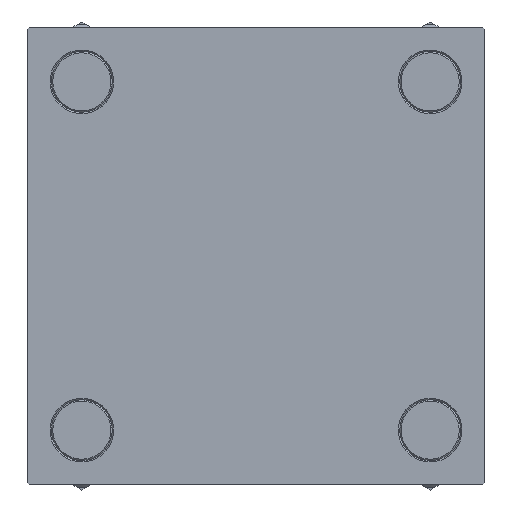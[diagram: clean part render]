
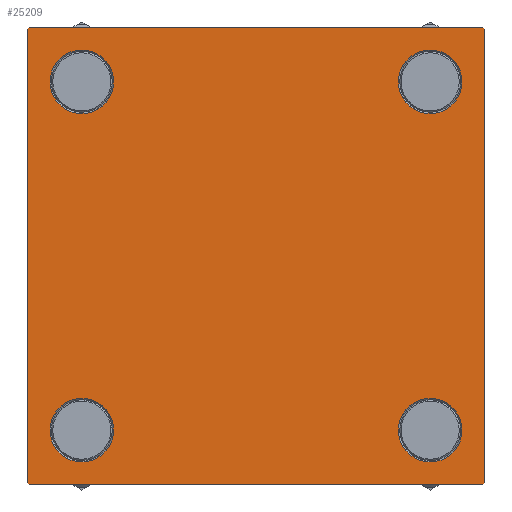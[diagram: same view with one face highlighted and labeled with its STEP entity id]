
A CAD part, left-side view. The second image highlights one B-rep face of the part: STEP entity #25209.
In plain terms, the highlighted planar face has unit normal (-1, 0, 0).
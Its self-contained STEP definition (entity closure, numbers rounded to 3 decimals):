
#269 = LINE ( 'NONE', #31310, #32858 ) ;
#936 = LINE ( 'NONE', #1429, #23764 ) ;
#1324 = PLANE ( 'NONE',  #23156 ) ;
#1354 = CARTESIAN_POINT ( 'NONE',  ( 0., -62.95, 62.95 ) ) ;
#1429 = CARTESIAN_POINT ( 'NONE',  ( 0., -82.5, 82.5 ) ) ;
#1567 = FACE_BOUND ( 'NONE', #49554, .T. ) ;
#2137 = DIRECTION ( 'NONE',  ( 0., 0., 1. ) ) ;
#2287 = EDGE_CURVE ( 'NONE', #43718, #33782, #21562, .T. ) ;
#3341 = EDGE_CURVE ( 'NONE', #13068, #4277, #9508, .T. ) ;
#3418 = DIRECTION ( 'NONE',  ( 0., 0., 1. ) ) ;
#3806 = AXIS2_PLACEMENT_3D ( 'NONE', #14923, #18751, #38075 ) ;
#3912 = DIRECTION ( 'NONE',  ( 1., 0., 0. ) ) ;
#3921 = CARTESIAN_POINT ( 'NONE',  ( 0., 62.95, 62.95 ) ) ;
#4277 = VERTEX_POINT ( 'NONE', #9681 ) ;
#4748 = LINE ( 'NONE', #24595, #28797 ) ;
#5169 = DIRECTION ( 'NONE',  ( 0., 0., 1. ) ) ;
#5833 = DIRECTION ( 'NONE',  ( 0., 0., 1. ) ) ;
#6302 = DIRECTION ( 'NONE',  ( 1., 0., 0. ) ) ;
#7171 = EDGE_CURVE ( 'NONE', #31338, #35550, #35872, .T. ) ;
#7277 = VERTEX_POINT ( 'NONE', #29499 ) ;
#8234 = VERTEX_POINT ( 'NONE', #10914 ) ;
#8808 = EDGE_CURVE ( 'NONE', #48720, #44012, #36499, .T. ) ;
#8909 = CARTESIAN_POINT ( 'NONE',  ( 0., 82.5, -82.5 ) ) ;
#8955 = FACE_BOUND ( 'NONE', #29489, .T. ) ;
#9244 = DIRECTION ( 'NONE',  ( 0., 0.707, -0.707 ) ) ;
#9454 = ORIENTED_EDGE ( 'NONE', *, *, #40381, .F. ) ;
#9508 = CIRCLE ( 'NONE', #3806, 11.5 ) ;
#9521 = LINE ( 'NONE', #40035, #47453 ) ;
#9681 = CARTESIAN_POINT ( 'NONE',  ( 0., 62.95, -74.45 ) ) ;
#9896 = EDGE_CURVE ( 'NONE', #44012, #48720, #45477, .T. ) ;
#10914 = CARTESIAN_POINT ( 'NONE',  ( 0., 82.5, -82. ) ) ;
#10971 = DIRECTION ( 'NONE',  ( 0., 0., 1. ) ) ;
#10974 = VERTEX_POINT ( 'NONE', #46297 ) ;
#11025 = ORIENTED_EDGE ( 'NONE', *, *, #7171, .T. ) ;
#11260 = ORIENTED_EDGE ( 'NONE', *, *, #43545, .T. ) ;
#11384 = ORIENTED_EDGE ( 'NONE', *, *, #30086, .T. ) ;
#13068 = VERTEX_POINT ( 'NONE', #14903 ) ;
#14344 = AXIS2_PLACEMENT_3D ( 'NONE', #45213, #6302, #48770 ) ;
#14570 = VERTEX_POINT ( 'NONE', #24952 ) ;
#14882 = VERTEX_POINT ( 'NONE', #28388 ) ;
#14903 = CARTESIAN_POINT ( 'NONE',  ( 0., 62.95, -51.45 ) ) ;
#14923 = CARTESIAN_POINT ( 'NONE',  ( 0., 62.95, -62.95 ) ) ;
#15032 = ORIENTED_EDGE ( 'NONE', *, *, #25418, .T. ) ;
#16356 = CARTESIAN_POINT ( 'NONE',  ( 0., -62.95, 62.95 ) ) ;
#16377 = VERTEX_POINT ( 'NONE', #47099 ) ;
#16726 = CARTESIAN_POINT ( 'NONE',  ( 0., -82.25, 82.25 ) ) ;
#16836 = CARTESIAN_POINT ( 'NONE',  ( 0., 0., 0. ) ) ;
#17878 = AXIS2_PLACEMENT_3D ( 'NONE', #1354, #32380, #5169 ) ;
#18201 = EDGE_LOOP ( 'NONE', ( #11260, #22217 ) ) ;
#18751 = DIRECTION ( 'NONE',  ( 1., 0., 0. ) ) ;
#19255 = CARTESIAN_POINT ( 'NONE',  ( 0., -62.95, 74.45 ) ) ;
#19797 = ORIENTED_EDGE ( 'NONE', *, *, #9896, .T. ) ;
#20282 = CARTESIAN_POINT ( 'NONE',  ( 0., 62.95, 62.95 ) ) ;
#20762 = DIRECTION ( 'NONE',  ( 0., 0., -1. ) ) ;
#21322 = EDGE_LOOP ( 'NONE', ( #43198, #19797 ) ) ;
#21562 = LINE ( 'NONE', #16726, #25725 ) ;
#22217 = ORIENTED_EDGE ( 'NONE', *, *, #48953, .T. ) ;
#23156 = AXIS2_PLACEMENT_3D ( 'NONE', #16836, #32354, #10971 ) ;
#23691 = EDGE_CURVE ( 'NONE', #16377, #14570, #35301, .T. ) ;
#23764 = VECTOR ( 'NONE', #28662, 1000. ) ;
#23765 = ORIENTED_EDGE ( 'NONE', *, *, #45626, .T. ) ;
#23951 = EDGE_CURVE ( 'NONE', #34934, #33782, #9521, .T. ) ;
#24595 = CARTESIAN_POINT ( 'NONE',  ( 0., 82.5, 82.5 ) ) ;
#24757 = ORIENTED_EDGE ( 'NONE', *, *, #23691, .T. ) ;
#24858 = AXIS2_PLACEMENT_3D ( 'NONE', #40180, #28493, #5833 ) ;
#24952 = CARTESIAN_POINT ( 'NONE',  ( 0., -62.95, -51.45 ) ) ;
#25209 = ADVANCED_FACE ( 'NONE', ( #43802, #1567, #8955, #44044, #36172 ), #1324, .T. ) ;
#25418 = EDGE_CURVE ( 'NONE', #35550, #10974, #269, .T. ) ;
#25469 = AXIS2_PLACEMENT_3D ( 'NONE', #3921, #42834, #3418 ) ;
#25689 = CIRCLE ( 'NONE', #30554, 11.5 ) ;
#25725 = VECTOR ( 'NONE', #28691, 1000. ) ;
#27023 = CARTESIAN_POINT ( 'NONE',  ( 0., -62.95, 51.45 ) ) ;
#27935 = CIRCLE ( 'NONE', #25469, 11.5 ) ;
#27968 = EDGE_CURVE ( 'NONE', #14570, #16377, #50000, .T. ) ;
#28387 = AXIS2_PLACEMENT_3D ( 'NONE', #16356, #3912, #38759 ) ;
#28388 = CARTESIAN_POINT ( 'NONE',  ( 0., 82.5, 82. ) ) ;
#28416 = CARTESIAN_POINT ( 'NONE',  ( 0., -62.95, -62.95 ) ) ;
#28493 = DIRECTION ( 'NONE',  ( 1., 0., 0. ) ) ;
#28662 = DIRECTION ( 'NONE',  ( 0., 0., -1. ) ) ;
#28691 = DIRECTION ( 'NONE',  ( 0., 0.707, 0.707 ) ) ;
#28797 = VECTOR ( 'NONE', #20762, 1000. ) ;
#29489 = EDGE_LOOP ( 'NONE', ( #45008, #11384 ) ) ;
#29499 = CARTESIAN_POINT ( 'NONE',  ( 0., 62.95, 74.45 ) ) ;
#29659 = CARTESIAN_POINT ( 'NONE',  ( 0., 82., -82.5 ) ) ;
#30086 = EDGE_CURVE ( 'NONE', #4277, #13068, #31428, .T. ) ;
#30289 = DIRECTION ( 'NONE',  ( 0., -0.707, -0.707 ) ) ;
#30554 = AXIS2_PLACEMENT_3D ( 'NONE', #20282, #32922, #2137 ) ;
#30688 = CARTESIAN_POINT ( 'NONE',  ( 0., 62.95, 51.45 ) ) ;
#31094 = VECTOR ( 'NONE', #9244, 1000. ) ;
#31310 = CARTESIAN_POINT ( 'NONE',  ( 0., -82.25, -82.25 ) ) ;
#31338 = VERTEX_POINT ( 'NONE', #29659 ) ;
#31428 = CIRCLE ( 'NONE', #14344, 11.5 ) ;
#32354 = DIRECTION ( 'NONE',  ( -1., 0., 0. ) ) ;
#32380 = DIRECTION ( 'NONE',  ( 1., 0., 0. ) ) ;
#32461 = DIRECTION ( 'NONE',  ( 0., 0., 1. ) ) ;
#32515 = CARTESIAN_POINT ( 'NONE',  ( 0., -82., 82.5 ) ) ;
#32751 = ORIENTED_EDGE ( 'NONE', *, *, #23951, .F. ) ;
#32858 = VECTOR ( 'NONE', #38429, 1000. ) ;
#32922 = DIRECTION ( 'NONE',  ( 1., 0., 0. ) ) ;
#33782 = VERTEX_POINT ( 'NONE', #32515 ) ;
#34934 = VERTEX_POINT ( 'NONE', #48248 ) ;
#35225 = ORIENTED_EDGE ( 'NONE', *, *, #27968, .T. ) ;
#35264 = AXIS2_PLACEMENT_3D ( 'NONE', #28416, #48735, #32461 ) ;
#35301 = CIRCLE ( 'NONE', #35264, 11.5 ) ;
#35550 = VERTEX_POINT ( 'NONE', #43814 ) ;
#35872 = LINE ( 'NONE', #8909, #44602 ) ;
#36172 = FACE_OUTER_BOUND ( 'NONE', #40218, .T. ) ;
#36499 = CIRCLE ( 'NONE', #28387, 11.5 ) ;
#37659 = EDGE_CURVE ( 'NONE', #34934, #14882, #38529, .T. ) ;
#38075 = DIRECTION ( 'NONE',  ( 0., 0., 1. ) ) ;
#38156 = LINE ( 'NONE', #50107, #45100 ) ;
#38429 = DIRECTION ( 'NONE',  ( 0., -0.707, 0.707 ) ) ;
#38529 = LINE ( 'NONE', #47897, #31094 ) ;
#38759 = DIRECTION ( 'NONE',  ( 0., 0., 1. ) ) ;
#39189 = DIRECTION ( 'NONE',  ( 0., -1., 0. ) ) ;
#40008 = CARTESIAN_POINT ( 'NONE',  ( 0., -82.5, 82. ) ) ;
#40035 = CARTESIAN_POINT ( 'NONE',  ( 0., 82.5, 82.5 ) ) ;
#40180 = CARTESIAN_POINT ( 'NONE',  ( 0., -62.95, -62.95 ) ) ;
#40218 = EDGE_LOOP ( 'NONE', ( #23765, #45630, #11025, #15032, #9454, #44289, #32751, #47660 ) ) ;
#40381 = EDGE_CURVE ( 'NONE', #43718, #10974, #936, .T. ) ;
#40792 = DIRECTION ( 'NONE',  ( 0., -1., 0. ) ) ;
#42763 = VERTEX_POINT ( 'NONE', #30688 ) ;
#42834 = DIRECTION ( 'NONE',  ( 1., 0., 0. ) ) ;
#43198 = ORIENTED_EDGE ( 'NONE', *, *, #8808, .T. ) ;
#43545 = EDGE_CURVE ( 'NONE', #7277, #42763, #27935, .T. ) ;
#43718 = VERTEX_POINT ( 'NONE', #40008 ) ;
#43802 = FACE_BOUND ( 'NONE', #21322, .T. ) ;
#43814 = CARTESIAN_POINT ( 'NONE',  ( 0., -82., -82.5 ) ) ;
#44012 = VERTEX_POINT ( 'NONE', #27023 ) ;
#44044 = FACE_BOUND ( 'NONE', #18201, .T. ) ;
#44289 = ORIENTED_EDGE ( 'NONE', *, *, #2287, .T. ) ;
#44602 = VECTOR ( 'NONE', #39189, 1000. ) ;
#45008 = ORIENTED_EDGE ( 'NONE', *, *, #3341, .T. ) ;
#45100 = VECTOR ( 'NONE', #30289, 1000. ) ;
#45213 = CARTESIAN_POINT ( 'NONE',  ( 0., 62.95, -62.95 ) ) ;
#45477 = CIRCLE ( 'NONE', #17878, 11.5 ) ;
#45626 = EDGE_CURVE ( 'NONE', #14882, #8234, #4748, .T. ) ;
#45630 = ORIENTED_EDGE ( 'NONE', *, *, #47689, .T. ) ;
#46297 = CARTESIAN_POINT ( 'NONE',  ( 0., -82.5, -82. ) ) ;
#47099 = CARTESIAN_POINT ( 'NONE',  ( 0., -62.95, -74.45 ) ) ;
#47453 = VECTOR ( 'NONE', #40792, 1000. ) ;
#47660 = ORIENTED_EDGE ( 'NONE', *, *, #37659, .T. ) ;
#47689 = EDGE_CURVE ( 'NONE', #8234, #31338, #38156, .T. ) ;
#47897 = CARTESIAN_POINT ( 'NONE',  ( 0., 82.25, 82.25 ) ) ;
#48248 = CARTESIAN_POINT ( 'NONE',  ( 0., 82., 82.5 ) ) ;
#48720 = VERTEX_POINT ( 'NONE', #19255 ) ;
#48735 = DIRECTION ( 'NONE',  ( 1., 0., 0. ) ) ;
#48770 = DIRECTION ( 'NONE',  ( 0., 0., 1. ) ) ;
#48953 = EDGE_CURVE ( 'NONE', #42763, #7277, #25689, .T. ) ;
#49554 = EDGE_LOOP ( 'NONE', ( #35225, #24757 ) ) ;
#50000 = CIRCLE ( 'NONE', #24858, 11.5 ) ;
#50107 = CARTESIAN_POINT ( 'NONE',  ( 0., 82.25, -82.25 ) ) ;
